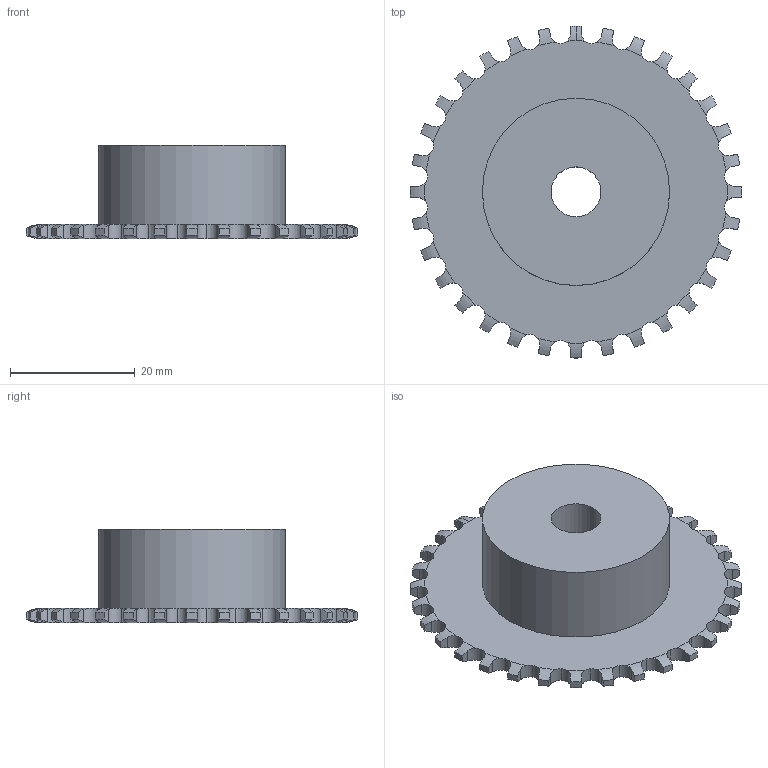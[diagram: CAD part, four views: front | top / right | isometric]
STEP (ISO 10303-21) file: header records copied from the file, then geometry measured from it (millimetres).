
FILE_DESCRIPTION(('FreeCAD Model'),'2;1');
FILE_NAME('Open CASCADE Shape Model','2021-02-24T19:07:23',('Author'),( ''),'Open CASCADE STEP processor 7.4','FreeCAD','Unknown');
FILE_SCHEMA(('AUTOMOTIVE_DESIGN { 1 0 10303 214 1 1 1 1 }'));
Length unit declared in the file: millimetre
Products named in the file (1): Hole
Bounding box: 53.2 x 53.2 x 15 mm (x, y, z)
Volume: 12720.9 mm3; surface area: 5965.4 mm2
Topology: 1 solids, 1 shells, 231 faces, 748 edges, 520 vertices
Faces by surface type: cylinder 162, revolution 66, plane 3
Full cylindrical faces by diameter (mm): 8 x1, 30 x1
Entity records: 27319 total; most frequent: CARTESIAN_POINT 13832, DIRECTION 2205, ORIENTED_EDGE 1496, PCURVE 1496, DEFINITIONAL_REPRESENTATION 1496, LINE 884, VECTOR 884, B_SPLINE_CURVE_WITH_KNOTS 768
